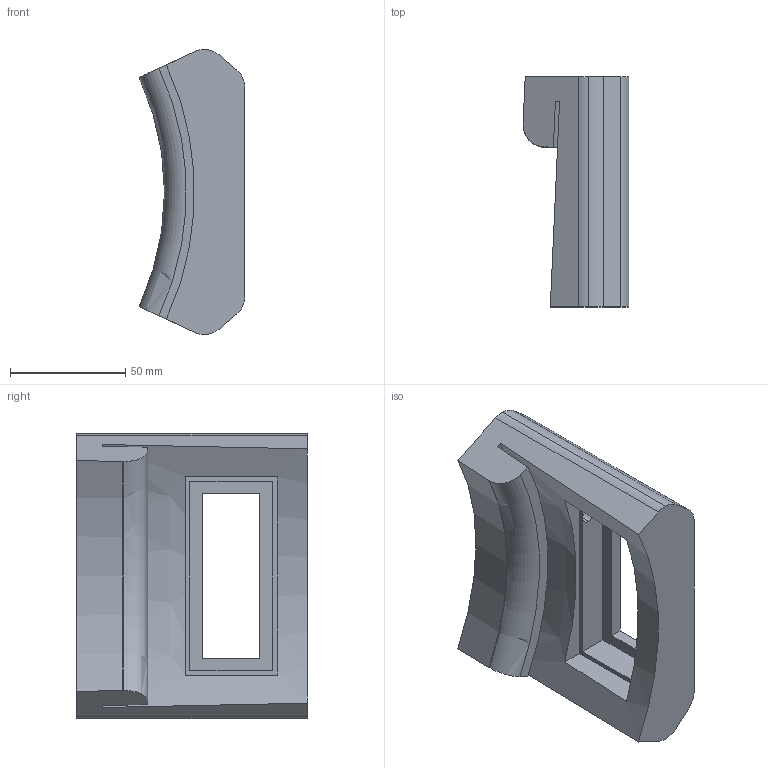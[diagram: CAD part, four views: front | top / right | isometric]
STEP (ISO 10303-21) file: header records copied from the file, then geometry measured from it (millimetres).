
FILE_DESCRIPTION (( 'STEP AP203' ), '1' );
FILE_NAME ('baixo.STEP', '2025-12-18T23:35:26', ( '' ), ( '' ), 'SwSTEP 2.0', 'SolidWorks 2022', '' );
FILE_SCHEMA (( 'CONFIG_CONTROL_DESIGN' ));
Length unit declared in the file: millimetre
Products named in the file (1): baixo
Bounding box: 45.94 x 100 x 123.73 mm (x, y, z)
Volume: 250140.1 mm3; surface area: 48390.2 mm2
Topology: 1 solids, 1 shells, 43 faces, 114 edges, 76 vertices
Faces by surface type: plane 27, cylinder 10, cone 4, torus 2
Entity records: 1433 total; most frequent: CARTESIAN_POINT 240, DIRECTION 234, ORIENTED_EDGE 228, EDGE_CURVE 114, LINE 78, AXIS2_PLACEMENT_3D 78, VECTOR 78, VERTEX_POINT 76
